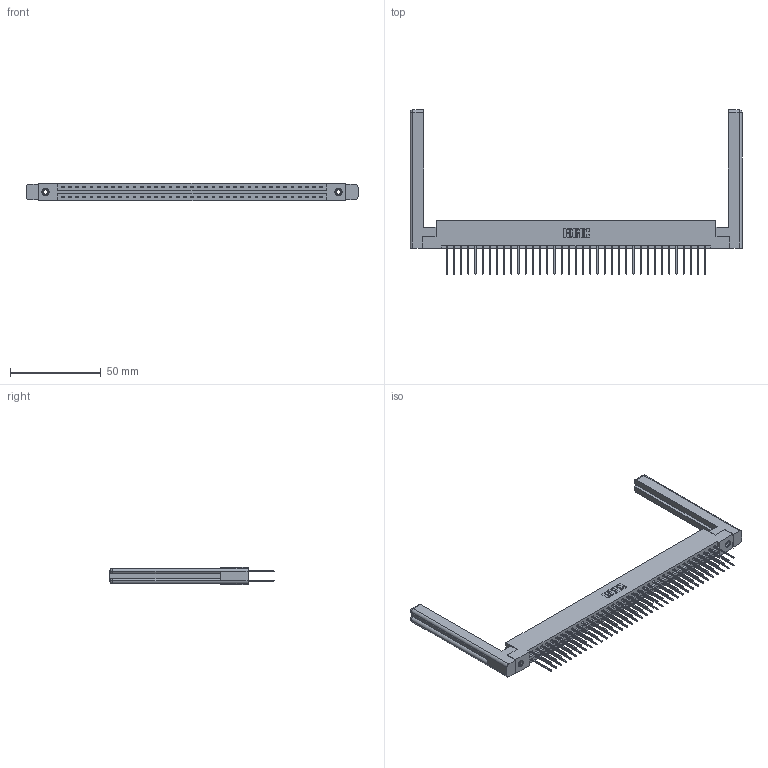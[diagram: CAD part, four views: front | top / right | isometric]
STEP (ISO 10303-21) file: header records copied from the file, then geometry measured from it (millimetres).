
FILE_DESCRIPTION (( 'STEP AP203' ), '1' );
FILE_NAME ('337-074-540-258.STEP', '2019-10-10T03:46:31', ( '' ), ( '' ), 'SwSTEP 2.0', 'SolidWorks 2016', '' );
FILE_SCHEMA (( 'CONFIG_CONTROL_DESIGN' ));
Length unit declared in the file: inch
Products named in the file (5): 345-292-001_345-293-140; 337-074-540-258; 345-250-001_345-250-001-102; 337 Part_Flush Mounting Lugs - 0.156 Dia-TI; 307-220-058
Assembly tree (79 placements, depth 2):
  337-074-540-258
    337 Part_Flush Mounting Lugs - 0.156 Dia-TI
    345-292-001_345-293-140  x74
    345-250-001_345-250-001-102  x2
    307-220-058  x2
Bounding box: 183.24 x 90.56 x 9.4 mm (x, y, z)
Volume: 26667.2 mm3; surface area: 28457.8 mm2
Topology: 79 solids, 79 shells, 4252 faces, 12579 edges, 8274 vertices
Faces by surface type: plane 2966, cylinder 1262, cone 12, torus 12
Entity records: 31986 total; most frequent: CARTESIAN_POINT 5401, ORIENTED_EDGE 5276, DIRECTION 4618, EDGE_CURVE 2638, VECTOR 2462, LINE 2462, VERTEX_POINT 1750, AXIS2_PLACEMENT_3D 1078
